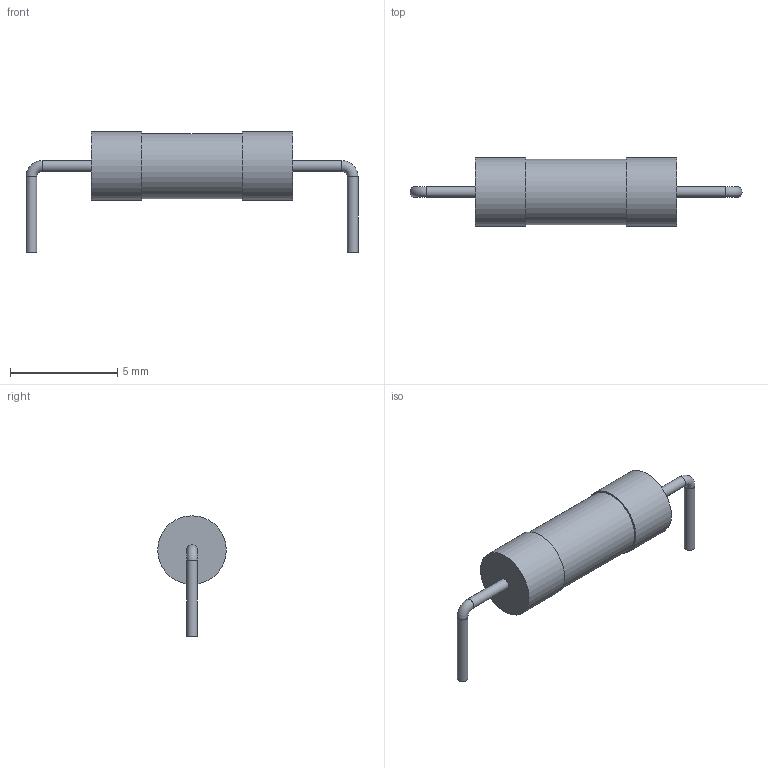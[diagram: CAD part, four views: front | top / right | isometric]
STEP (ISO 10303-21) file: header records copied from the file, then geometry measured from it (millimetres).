
FILE_DESCRIPTION(/* description */ (''),/* implementation_level */ '2;1');
FILE_NAME(/* name */ 'Resistor_P15mm.step',/* time_stamp */ '2024-11-21T12:35:44+06:00',/* author */ (''),/* organization */ (''),/* preprocessor_version */ 'ST-DEVELOPER v20',/* originating_system */ 'Autodesk Translation Framework v13.20.0.188',/* authorisation */ '');
FILE_SCHEMA (('AUTOMOTIVE_DESIGN { 1 0 10303 214 3 1 1 }'));
Length unit declared in the file: millimetre
Products named in the file (2): (Unsaved); Model
Assembly tree (1 placements, depth 2):
  (Unsaved)
    Model
Bounding box: 15.5 x 3.2 x 5.62 mm (x, y, z)
Volume: 74.5 mm3; surface area: 131.3 mm2
Topology: 3 solids, 3 shells, 17 faces, 27 edges, 18 vertices
Faces by surface type: plane 8, cylinder 7, torus 2
Full cylindrical faces by diameter (mm): 0.5 x4, 3.04 x1, 3.2 x2
Entity records: 466 total; most frequent: DIRECTION 87, CARTESIAN_POINT 65, ORIENTED_EDGE 54, AXIS2_PLACEMENT_3D 40, EDGE_CURVE 27, CIRCLE 20, EDGE_LOOP 19, VERTEX_POINT 18
